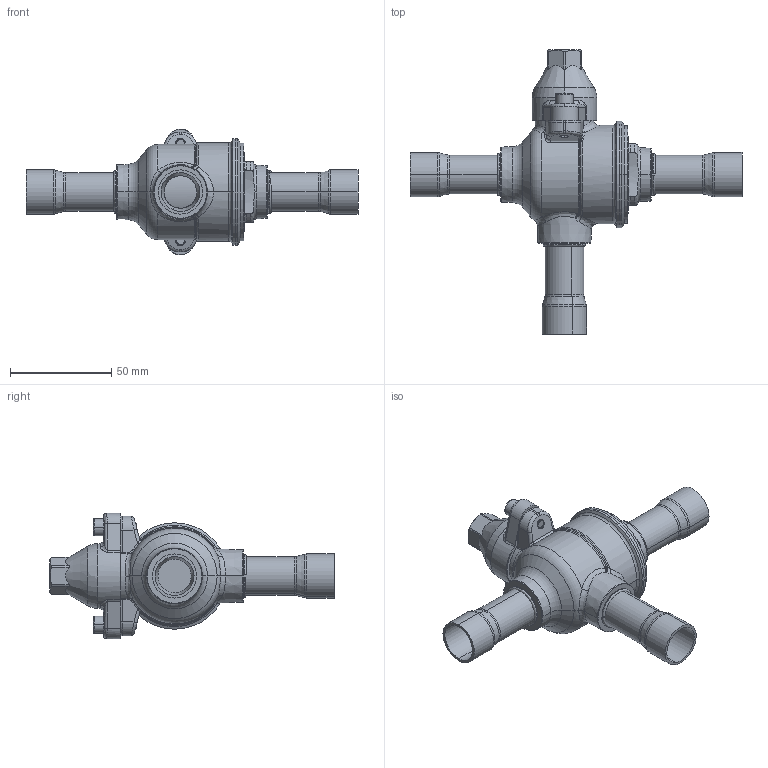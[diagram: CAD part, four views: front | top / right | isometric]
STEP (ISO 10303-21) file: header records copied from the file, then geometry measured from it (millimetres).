
FILE_DESCRIPTION((''),'2;1');
FILE_NAME('601017415_ASM','2019-06-26T14:37:55',('erbiliyim'),(''),'CREO PARAMETRIC BY PTC INC, 2018400','CREO PARAMETRIC BY PTC INC, 2018400','');
FILE_SCHEMA(('CONFIG_CONTROL_DESIGN'));
Length unit declared in the file: millimetre
Products named in the file (12): 610607468; 612502117; 610617008; 610621479_ASM; 610601298; 610621489_ASM; 610811045; 602399197_ASM; 610803123; 610601339; 612222014; 601017415_ASM
Assembly tree (16 placements, depth 4):
  601017415_ASM
    602399197_ASM
      610621479_ASM
        610607468
        612502117  x2
        610617008  x2
      610621489_ASM
        610601298
        612502117
        610617008
      610811045
    610803123
    610601339
    612222014  x2
Bounding box: 163.8 x 140.2 x 62 mm (x, y, z)
Volume: 151624.1 mm3; surface area: 59166.1 mm2
Topology: 13 solids, 19 shells, 475 faces, 1078 edges, 649 vertices
Faces by surface type: cylinder 162, plane 97, cone 88, bspline 80, torus 48
Entity records: 16625 total; most frequent: CARTESIAN_POINT 7590, DIRECTION 1854, ORIENTED_EDGE 1832, EDGE_CURVE 926, AXIS2_PLACEMENT_3D 788, VERTEX_POINT 559, EDGE_LOOP 439, CIRCLE 416
